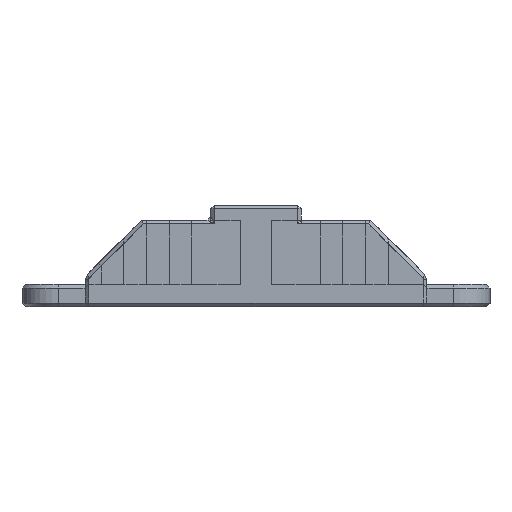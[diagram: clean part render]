
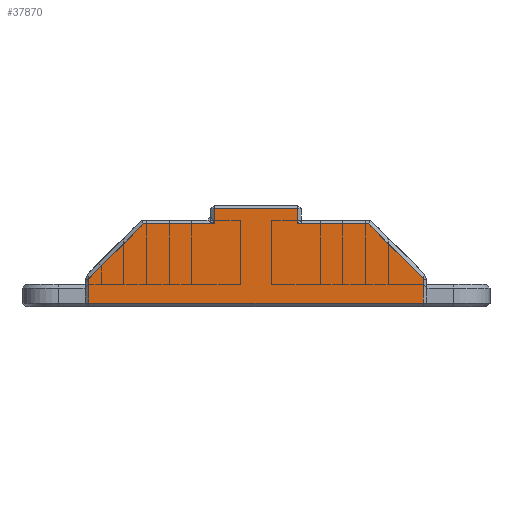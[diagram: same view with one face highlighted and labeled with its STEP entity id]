
A CAD part, front view. The second image highlights one B-rep face of the part: STEP entity #37870.
In plain terms, the highlighted planar face has unit normal (0, -1, 0).
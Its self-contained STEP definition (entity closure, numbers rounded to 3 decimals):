
#2500=PLANE('',#40655);
#4560=FACE_OUTER_BOUND('',#6776,.T.);
#6776=EDGE_LOOP('',(#33526,#33527,#33528,#33529,#33530,#33531,#33532,#33533,
#33534,#33535));
#10333=LINE('',#62589,#14284);
#10345=LINE('',#62662,#14296);
#10353=LINE('',#62677,#14304);
#10368=LINE('',#62715,#14319);
#10372=LINE('',#62722,#14323);
#10405=LINE('',#62848,#14356);
#10406=LINE('',#62851,#14357);
#10407=LINE('',#62853,#14358);
#10408=LINE('',#62855,#14359);
#10409=LINE('',#62856,#14360);
#14284=VECTOR('',#48928,10.);
#14296=VECTOR('',#48962,10.);
#14304=VECTOR('',#48976,10.);
#14319=VECTOR('',#49015,10.);
#14323=VECTOR('',#49023,10.);
#14356=VECTOR('',#49120,10.);
#14357=VECTOR('',#49123,10.);
#14358=VECTOR('',#49124,10.);
#14359=VECTOR('',#49125,10.);
#14360=VECTOR('',#49126,10.);
#18508=VERTEX_POINT('',#62582);
#18511=VERTEX_POINT('',#62587);
#18519=VERTEX_POINT('',#62660);
#18523=VERTEX_POINT('',#62675);
#18534=VERTEX_POINT('',#62714);
#18535=VERTEX_POINT('',#62720);
#18551=VERTEX_POINT('',#62846);
#18552=VERTEX_POINT('',#62850);
#18553=VERTEX_POINT('',#62852);
#18554=VERTEX_POINT('',#62854);
#23565=EDGE_CURVE('',#18511,#18508,#10333,.T.);
#23584=EDGE_CURVE('',#18519,#18511,#10345,.T.);
#23592=EDGE_CURVE('',#18523,#18519,#10353,.T.);
#23611=EDGE_CURVE('',#18534,#18523,#10368,.T.);
#23615=EDGE_CURVE('',#18535,#18534,#10372,.T.);
#23660=EDGE_CURVE('',#18508,#18551,#10405,.T.);
#23661=EDGE_CURVE('',#18552,#18535,#10406,.T.);
#23662=EDGE_CURVE('',#18553,#18552,#10407,.T.);
#23663=EDGE_CURVE('',#18554,#18553,#10408,.T.);
#23664=EDGE_CURVE('',#18551,#18554,#10409,.T.);
#33526=ORIENTED_EDGE('',*,*,#23615,.F.);
#33527=ORIENTED_EDGE('',*,*,#23661,.F.);
#33528=ORIENTED_EDGE('',*,*,#23662,.F.);
#33529=ORIENTED_EDGE('',*,*,#23663,.F.);
#33530=ORIENTED_EDGE('',*,*,#23664,.F.);
#33531=ORIENTED_EDGE('',*,*,#23660,.F.);
#33532=ORIENTED_EDGE('',*,*,#23565,.F.);
#33533=ORIENTED_EDGE('',*,*,#23584,.F.);
#33534=ORIENTED_EDGE('',*,*,#23592,.F.);
#33535=ORIENTED_EDGE('',*,*,#23611,.F.);
#37870=ADVANCED_FACE('',(#4560),#2500,.T.);
#40655=AXIS2_PLACEMENT_3D('',#62849,#49121,#49122);
#48928=DIRECTION('',(0.,0.,1.));
#48962=DIRECTION('',(-1.,0.,0.));
#48976=DIRECTION('',(0.,0.,-1.));
#49015=DIRECTION('',(0.707,0.,-0.707));
#49023=DIRECTION('',(1.,0.,0.));
#49120=DIRECTION('',(0.707,0.,0.707));
#49121=DIRECTION('center_axis',(0.,-1.,0.));
#49122=DIRECTION('ref_axis',(1.,0.,0.));
#49123=DIRECTION('',(0.,0.,-1.));
#49124=DIRECTION('',(1.,0.,0.));
#49125=DIRECTION('',(0.,0.,1.));
#49126=DIRECTION('',(1.,0.,0.));
#62582=CARTESIAN_POINT('',(8.85,-937.009,11.293));
#62587=CARTESIAN_POINT('',(8.85,-937.009,8.));
#62589=CARTESIAN_POINT('',(8.85,-937.009,7.5));
#62660=CARTESIAN_POINT('',(53.15,-937.009,8.));
#62662=CARTESIAN_POINT('',(19.675,-937.009,8.));
#62675=CARTESIAN_POINT('',(53.15,-937.009,11.293));
#62677=CARTESIAN_POINT('',(53.15,-937.009,7.5));
#62714=CARTESIAN_POINT('',(45.943,-937.009,18.5));
#62715=CARTESIAN_POINT('',(41.096,-937.009,23.346));
#62720=CARTESIAN_POINT('',(36.5,-937.009,18.5));
#62722=CARTESIAN_POINT('',(19.675,-937.009,18.5));
#62846=CARTESIAN_POINT('',(16.057,-937.009,18.5));
#62848=CARTESIAN_POINT('',(9.579,-937.009,12.021));
#62849=CARTESIAN_POINT('Origin',(8.35,-937.009,7.5));
#62850=CARTESIAN_POINT('',(36.5,-937.009,20.5));
#62851=CARTESIAN_POINT('',(36.5,-937.009,13.25));
#62852=CARTESIAN_POINT('',(25.5,-937.009,20.5));
#62853=CARTESIAN_POINT('',(19.675,-937.009,20.5));
#62854=CARTESIAN_POINT('',(25.5,-937.009,18.5));
#62855=CARTESIAN_POINT('',(25.5,-937.009,13.25));
#62856=CARTESIAN_POINT('',(19.675,-937.009,18.5));
